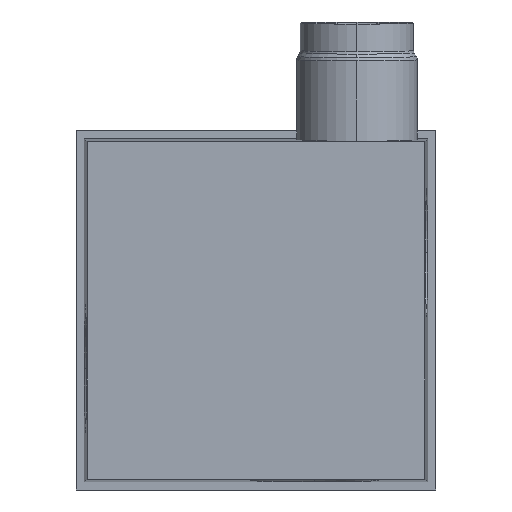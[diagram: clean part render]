
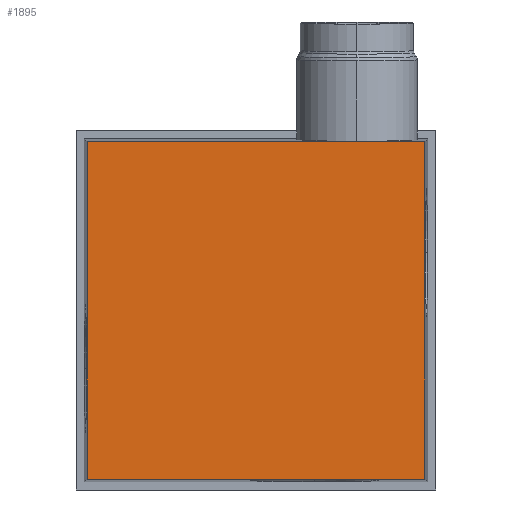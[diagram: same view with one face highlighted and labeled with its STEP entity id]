
A CAD part, front view. The second image highlights one B-rep face of the part: STEP entity #1895.
In plain terms, the highlighted planar face has unit normal (0, -1, 0).
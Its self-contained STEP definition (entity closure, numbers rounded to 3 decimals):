
#20 = CARTESIAN_POINT ( 'NONE',  ( 110.5, 0., -221. ) ) ;
#30 = DIRECTION ( 'NONE',  ( 1., 0., 0. ) ) ;
#91 = ORIENTED_EDGE ( 'NONE', *, *, #1410, .T. ) ;
#141 = CARTESIAN_POINT ( 'NONE',  ( -110.5, 0., 0. ) ) ;
#149 = EDGE_CURVE ( 'NONE', #355, #292, #988, .T. ) ;
#159 = FACE_OUTER_BOUND ( 'NONE', #1805, .T. ) ;
#220 = VECTOR ( 'NONE', #517, 1000. ) ;
#251 = CARTESIAN_POINT ( 'NONE',  ( -110.5, 0., -221. ) ) ;
#292 = VERTEX_POINT ( 'NONE', #914 ) ;
#305 = PLANE ( 'NONE',  #1302 ) ;
#311 = EDGE_CURVE ( 'NONE', #1434, #890, #1428, .T. ) ;
#355 = VERTEX_POINT ( 'NONE', #1618 ) ;
#495 = DIRECTION ( 'NONE',  ( 0., 0., -1. ) ) ;
#517 = DIRECTION ( 'NONE',  ( 0., 0., 1. ) ) ;
#553 = VECTOR ( 'NONE', #30, 1000. ) ;
#696 = ORIENTED_EDGE ( 'NONE', *, *, #149, .T. ) ;
#877 = EDGE_CURVE ( 'NONE', #890, #355, #1113, .T. ) ;
#890 = VERTEX_POINT ( 'NONE', #20 ) ;
#914 = CARTESIAN_POINT ( 'NONE',  ( -110.5, 0., 0. ) ) ;
#916 = ORIENTED_EDGE ( 'NONE', *, *, #877, .T. ) ;
#987 = CARTESIAN_POINT ( 'NONE',  ( -110.5, 0., 0. ) ) ;
#988 = LINE ( 'NONE', #2249, #2240 ) ;
#1101 = ORIENTED_EDGE ( 'NONE', *, *, #311, .T. ) ;
#1113 = LINE ( 'NONE', #1342, #220 ) ;
#1166 = CARTESIAN_POINT ( 'NONE',  ( -110.5, 0., -221. ) ) ;
#1302 = AXIS2_PLACEMENT_3D ( 'NONE', #141, #2066, #495 ) ;
#1342 = CARTESIAN_POINT ( 'NONE',  ( 110.5, 0., 0. ) ) ;
#1389 = DIRECTION ( 'NONE',  ( -1., 0., 0. ) ) ;
#1410 = EDGE_CURVE ( 'NONE', #292, #1434, #2264, .T. ) ;
#1428 = LINE ( 'NONE', #251, #553 ) ;
#1434 = VERTEX_POINT ( 'NONE', #1166 ) ;
#1536 = VECTOR ( 'NONE', #1698, 1000. ) ;
#1618 = CARTESIAN_POINT ( 'NONE',  ( 110.5, 0., 0. ) ) ;
#1698 = DIRECTION ( 'NONE',  ( 0., 0., -1. ) ) ;
#1805 = EDGE_LOOP ( 'NONE', ( #916, #696, #91, #1101 ) ) ;
#1895 = ADVANCED_FACE ( 'NONE', ( #159 ), #305, .T. ) ;
#2066 = DIRECTION ( 'NONE',  ( 0., -1., 0. ) ) ;
#2240 = VECTOR ( 'NONE', #1389, 1000. ) ;
#2249 = CARTESIAN_POINT ( 'NONE',  ( -110.5, 0., 0. ) ) ;
#2264 = LINE ( 'NONE', #987, #1536 ) ;
